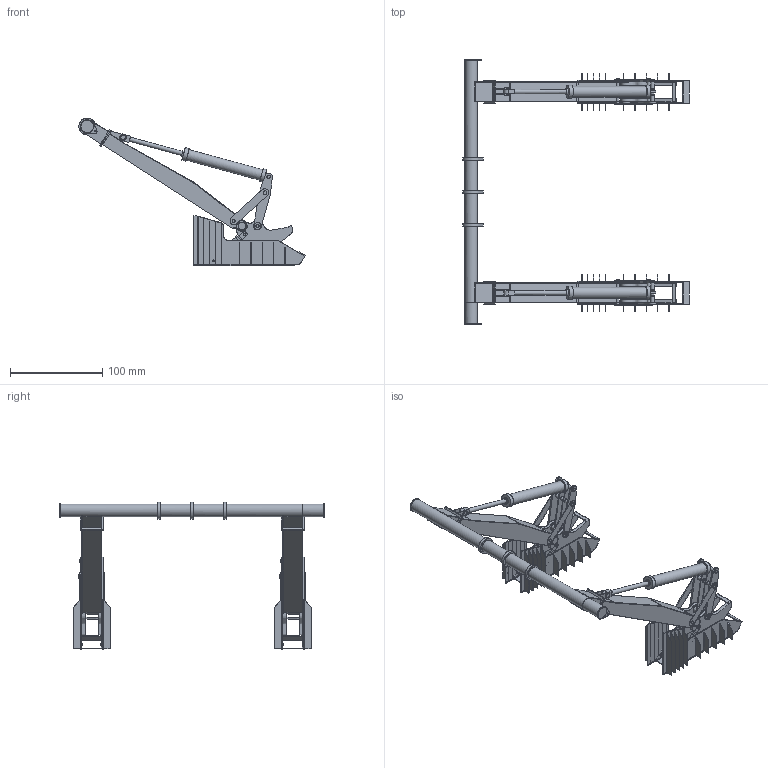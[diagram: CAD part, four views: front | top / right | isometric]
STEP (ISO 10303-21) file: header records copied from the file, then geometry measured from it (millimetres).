
FILE_DESCRIPTION(('FreeCAD Model'),'2;1');
FILE_NAME('Open CASCADE Shape Model','2025-05-03T23:55:11',('FreeCAD'),( 'FreeCAD'),'Open CASCADE STEP processor 7.6','FreeCAD','Unknown');
FILE_SCHEMA(('AUTOMOTIVE_DESIGN { 1 0 10303 214 1 1 1 1 }'));
Products named in the file (1): Open CASCADE STEP translator 7.6 1
Bounding box: 244.96 x 287.5 x 160.02 mm (x, y, z)
Surface area: 166354.9 mm2 (no closed solid volume)
Topology: 0 solids, 1071 shells, 1071 faces, 13777 edges, 13651 vertices
Faces by surface type: bspline 1071
Entity records: 143717 total; most frequent: CARTESIAN_POINT 84198, ORIENTED_EDGE 13757, EDGE_CURVE 13757, VERTEX_POINT 13651, B_SPLINE_CURVE_WITH_KNOTS 11821, FACE_BOUND 1194, EDGE_LOOP 1194, SHELL_BASED_SURFACE_MODEL 1071
